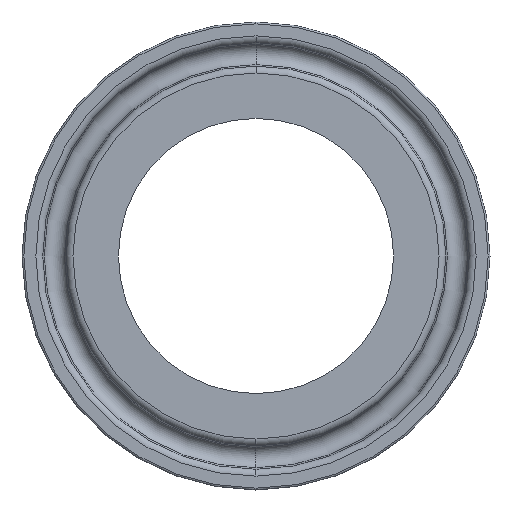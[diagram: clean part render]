
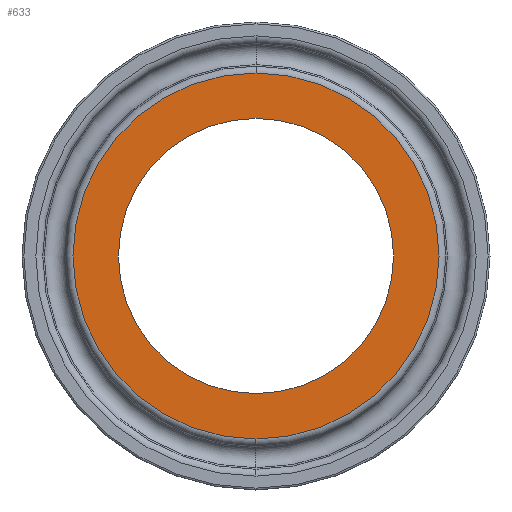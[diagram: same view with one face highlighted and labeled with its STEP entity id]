
A CAD part, left-side view. The second image highlights one B-rep face of the part: STEP entity #633.
In plain terms, the highlighted planar face has unit normal (-1, 0, 0).
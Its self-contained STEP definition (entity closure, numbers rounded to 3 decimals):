
#20 = VERTEX_POINT ( 'NONE', #171 ) ;
#21 = FACE_OUTER_BOUND ( 'NONE', #479, .T. ) ;
#41 = PLANE ( 'NONE',  #139 ) ;
#60 = CARTESIAN_POINT ( 'NONE',  ( 0., 0., 19.747 ) ) ;
#80 = CIRCLE ( 'NONE', #214, 14.85 ) ;
#81 = ORIENTED_EDGE ( 'NONE', *, *, #734, .T. ) ;
#96 = VERTEX_POINT ( 'NONE', #121 ) ;
#103 = VERTEX_POINT ( 'NONE', #60 ) ;
#121 = CARTESIAN_POINT ( 'NONE',  ( 0., 0., 14.85 ) ) ;
#139 = AXIS2_PLACEMENT_3D ( 'NONE', #314, #373, #740 ) ;
#140 = ORIENTED_EDGE ( 'NONE', *, *, #468, .F. ) ;
#148 = ORIENTED_EDGE ( 'NONE', *, *, #512, .F. ) ;
#169 = DIRECTION ( 'NONE',  ( -1., 0., 0. ) ) ;
#171 = CARTESIAN_POINT ( 'NONE',  ( 0., 0., -14.85 ) ) ;
#177 = CIRCLE ( 'NONE', #426, 19.747 ) ;
#189 = AXIS2_PLACEMENT_3D ( 'NONE', #274, #169, #449 ) ;
#214 = AXIS2_PLACEMENT_3D ( 'NONE', #310, #533, #755 ) ;
#237 = AXIS2_PLACEMENT_3D ( 'NONE', #530, #545, #703 ) ;
#274 = CARTESIAN_POINT ( 'NONE',  ( 0., 0., 0. ) ) ;
#283 = CARTESIAN_POINT ( 'NONE',  ( 0., 0., 0. ) ) ;
#310 = CARTESIAN_POINT ( 'NONE',  ( 0., 0., 0. ) ) ;
#314 = CARTESIAN_POINT ( 'NONE',  ( 0., 19.747, 0. ) ) ;
#328 = ORIENTED_EDGE ( 'NONE', *, *, #528, .T. ) ;
#364 = CIRCLE ( 'NONE', #189, 14.85 ) ;
#373 = DIRECTION ( 'NONE',  ( 1., 0., 0. ) ) ;
#388 = CIRCLE ( 'NONE', #237, 19.747 ) ;
#391 = EDGE_LOOP ( 'NONE', ( #148, #140 ) ) ;
#426 = AXIS2_PLACEMENT_3D ( 'NONE', #283, #519, #745 ) ;
#449 = DIRECTION ( 'NONE',  ( 0., 0., 1. ) ) ;
#468 = EDGE_CURVE ( 'NONE', #20, #96, #364, .T. ) ;
#479 = EDGE_LOOP ( 'NONE', ( #328, #81 ) ) ;
#496 = FACE_BOUND ( 'NONE', #391, .T. ) ;
#512 = EDGE_CURVE ( 'NONE', #96, #20, #80, .T. ) ;
#519 = DIRECTION ( 'NONE',  ( -1., 0., 0. ) ) ;
#528 = EDGE_CURVE ( 'NONE', #103, #635, #388, .T. ) ;
#530 = CARTESIAN_POINT ( 'NONE',  ( 0., 0., 0. ) ) ;
#533 = DIRECTION ( 'NONE',  ( -1., 0., 0. ) ) ;
#545 = DIRECTION ( 'NONE',  ( -1., 0., 0. ) ) ;
#556 = CARTESIAN_POINT ( 'NONE',  ( 0., 0., -19.747 ) ) ;
#633 = ADVANCED_FACE ( 'NONE', ( #496, #21 ), #41, .F. ) ;
#635 = VERTEX_POINT ( 'NONE', #556 ) ;
#703 = DIRECTION ( 'NONE',  ( 0., 0., 1. ) ) ;
#734 = EDGE_CURVE ( 'NONE', #635, #103, #177, .T. ) ;
#740 = DIRECTION ( 'NONE',  ( 0., 0., -1. ) ) ;
#745 = DIRECTION ( 'NONE',  ( 0., 0., 1. ) ) ;
#755 = DIRECTION ( 'NONE',  ( 0., 0., 1. ) ) ;
